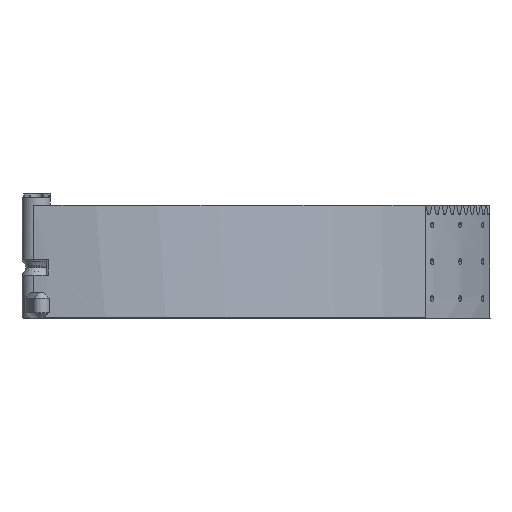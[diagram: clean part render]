
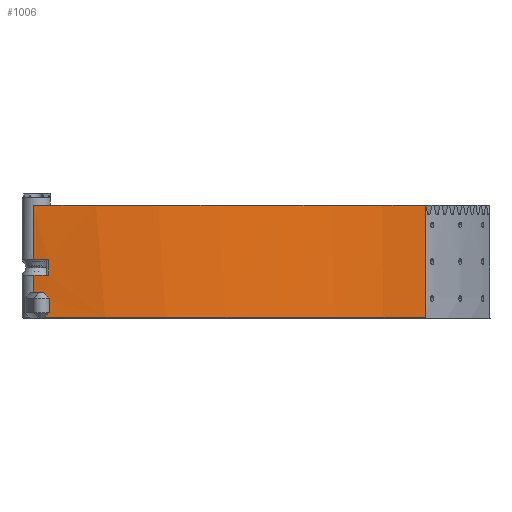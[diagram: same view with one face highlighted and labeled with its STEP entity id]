
A CAD part, left-side view. The second image highlights one B-rep face of the part: STEP entity #1006.
In plain terms, the highlighted cylindrical face has radius 150 mm (diameter 300 mm), a partial arc.
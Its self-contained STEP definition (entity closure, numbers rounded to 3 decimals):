
#315 = VERTEX_POINT('',#316);
#316 = CARTESIAN_POINT('',(-148.153,23.465,0.));
#325 = EDGE_CURVE('',#326,#315,#328,.T.);
#326 = VERTEX_POINT('',#327);
#327 = CARTESIAN_POINT('',(-148.153,23.465,-19.2));
#328 = LINE('',#329,#330);
#329 = CARTESIAN_POINT('',(-148.153,23.465,-40.));
#330 = VECTOR('',#331,1.);
#331 = DIRECTION('',(0.,0.,1.));
#526 = EDGE_CURVE('',#315,#527,#529,.T.);
#527 = VERTEX_POINT('',#528);
#528 = CARTESIAN_POINT('',(-96.418,-114.907,
    0.));
#529 = CIRCLE('',#530,150.);
#530 = AXIS2_PLACEMENT_3D('',#531,#532,#533);
#531 = CARTESIAN_POINT('',(0.,0.,0.));
#532 = DIRECTION('',(0.,0.,1.));
#533 = DIRECTION('',(-0.988,0.156,0.));
#1006 = ADVANCED_FACE('',(#1007),#1123,.T.);
#1007 = FACE_BOUND('',#1008,.T.);
#1008 = EDGE_LOOP('',(#1009,#1020,#1029,#1037,#1046,#1056,#1064,#1074,
    #1083,#1092,#1098,#1099,#1100,#1109,#1118));
#1009 = ORIENTED_EDGE('',*,*,#1010,.F.);
#1010 = EDGE_CURVE('',#1011,#1013,#1015,.T.);
#1011 = VERTEX_POINT('',#1012);
#1012 = CARTESIAN_POINT('',(-148.5,21.161,-24.8));
#1013 = VERTEX_POINT('',#1014);
#1014 = CARTESIAN_POINT('',(-148.881,18.288,-24.8));
#1015 = CIRCLE('',#1016,150.);
#1016 = AXIS2_PLACEMENT_3D('',#1017,#1018,#1019);
#1017 = CARTESIAN_POINT('',(0.,0.,
    -24.8));
#1018 = DIRECTION('',(0.,0.,1.));
#1019 = DIRECTION('',(-0.156,-0.988,0.)
  );
#1020 = ORIENTED_EDGE('',*,*,#1021,.F.);
#1021 = EDGE_CURVE('',#1022,#1011,#1024,.T.);
#1022 = VERTEX_POINT('',#1023);
#1023 = CARTESIAN_POINT('',(-148.153,23.465,-24.8));
#1024 = CIRCLE('',#1025,150.);
#1025 = AXIS2_PLACEMENT_3D('',#1026,#1027,#1028);
#1026 = CARTESIAN_POINT('',(0.,0.,
    -24.8));
#1027 = DIRECTION('',(0.,0.,1.));
#1028 = DIRECTION('',(-0.988,0.156,0.));
#1029 = ORIENTED_EDGE('',*,*,#1030,.F.);
#1030 = EDGE_CURVE('',#1031,#1022,#1033,.T.);
#1031 = VERTEX_POINT('',#1032);
#1032 = CARTESIAN_POINT('',(-148.153,23.465,-31.));
#1033 = LINE('',#1034,#1035);
#1034 = CARTESIAN_POINT('',(-148.153,23.465,-40.));
#1035 = VECTOR('',#1036,1.);
#1036 = DIRECTION('',(0.,0.,1.));
#1037 = ORIENTED_EDGE('',*,*,#1038,.T.);
#1038 = EDGE_CURVE('',#1031,#1039,#1041,.T.);
#1039 = VERTEX_POINT('',#1040);
#1040 = CARTESIAN_POINT('',(-148.403,21.828,-31.));
#1041 = CIRCLE('',#1042,150.);
#1042 = AXIS2_PLACEMENT_3D('',#1043,#1044,#1045);
#1043 = CARTESIAN_POINT('',(0.,0.,-31.
    ));
#1044 = DIRECTION('',(0.,0.,1.));
#1045 = DIRECTION('',(-0.988,0.156,0.));
#1046 = ORIENTED_EDGE('',*,*,#1047,.T.);
#1047 = EDGE_CURVE('',#1039,#1048,#1050,.T.);
#1048 = VERTEX_POINT('',#1049);
#1049 = CARTESIAN_POINT('',(-148.683,19.835,-33.));
#1050 = B_SPLINE_CURVE_WITH_KNOTS('',4,(#1051,#1052,#1053,#1054,#1055),
  .UNSPECIFIED.,.F.,.F.,(5,5),(0.,1.),.PIECEWISE_BEZIER_KNOTS.);
#1051 = CARTESIAN_POINT('',(-148.403,21.828,-31.));
#1052 = CARTESIAN_POINT('',(-148.476,21.331,
    -31.5));
#1053 = CARTESIAN_POINT('',(-148.547,20.832,
    -32.));
#1054 = CARTESIAN_POINT('',(-148.616,20.334,
    -32.5));
#1055 = CARTESIAN_POINT('',(-148.683,19.835,-33.));
#1056 = ORIENTED_EDGE('',*,*,#1057,.F.);
#1057 = EDGE_CURVE('',#1058,#1048,#1060,.T.);
#1058 = VERTEX_POINT('',#1059);
#1059 = CARTESIAN_POINT('',(-148.683,19.835,-38.));
#1060 = LINE('',#1061,#1062);
#1061 = CARTESIAN_POINT('',(-148.683,19.835,-40.));
#1062 = VECTOR('',#1063,1.);
#1063 = DIRECTION('',(0.,0.,1.));
#1064 = ORIENTED_EDGE('',*,*,#1065,.T.);
#1065 = EDGE_CURVE('',#1058,#1066,#1068,.T.);
#1066 = VERTEX_POINT('',#1067);
#1067 = CARTESIAN_POINT('',(-148.461,21.43,-39.6));
#1068 = B_SPLINE_CURVE_WITH_KNOTS('',4,(#1069,#1070,#1071,#1072,#1073),
  .UNSPECIFIED.,.F.,.F.,(5,5),(0.,1.),.PIECEWISE_BEZIER_KNOTS.);
#1069 = CARTESIAN_POINT('',(-148.683,19.835,-38.));
#1070 = CARTESIAN_POINT('',(-148.616,20.334,
    -38.5));
#1071 = CARTESIAN_POINT('',(-148.547,20.832,
    -39.));
#1072 = CARTESIAN_POINT('',(-148.476,21.331,
    -39.5));
#1073 = CARTESIAN_POINT('',(-148.403,21.828,-40.));
#1074 = ORIENTED_EDGE('',*,*,#1075,.T.);
#1075 = EDGE_CURVE('',#1066,#1076,#1078,.T.);
#1076 = VERTEX_POINT('',#1077);
#1077 = CARTESIAN_POINT('',(-148.683,19.835,-39.6));
#1078 = CIRCLE('',#1079,150.);
#1079 = AXIS2_PLACEMENT_3D('',#1080,#1081,#1082);
#1080 = CARTESIAN_POINT('',(0.,0.,
    -39.6));
#1081 = DIRECTION('',(0.,0.,1.));
#1082 = DIRECTION('',(-0.989,0.146,0.)
  );
#1083 = ORIENTED_EDGE('',*,*,#1084,.T.);
#1084 = EDGE_CURVE('',#1076,#1085,#1087,.T.);
#1085 = VERTEX_POINT('',#1086);
#1086 = CARTESIAN_POINT('',(-96.418,-114.907,-39.6));
#1087 = CIRCLE('',#1088,150.);
#1088 = AXIS2_PLACEMENT_3D('',#1089,#1090,#1091);
#1089 = CARTESIAN_POINT('',(0.,0.,
    -39.6));
#1090 = DIRECTION('',(0.,0.,1.));
#1091 = DIRECTION('',(-0.991,0.132,0.)
  );
#1092 = ORIENTED_EDGE('',*,*,#1093,.T.);
#1093 = EDGE_CURVE('',#1085,#527,#1094,.T.);
#1094 = LINE('',#1095,#1096);
#1095 = CARTESIAN_POINT('',(-96.418,-114.907,-40.));
#1096 = VECTOR('',#1097,1.);
#1097 = DIRECTION('',(0.,0.,1.));
#1098 = ORIENTED_EDGE('',*,*,#526,.F.);
#1099 = ORIENTED_EDGE('',*,*,#325,.F.);
#1100 = ORIENTED_EDGE('',*,*,#1101,.T.);
#1101 = EDGE_CURVE('',#326,#1102,#1104,.T.);
#1102 = VERTEX_POINT('',#1103);
#1103 = CARTESIAN_POINT('',(-148.5,21.161,-19.2));
#1104 = CIRCLE('',#1105,150.);
#1105 = AXIS2_PLACEMENT_3D('',#1106,#1107,#1108);
#1106 = CARTESIAN_POINT('',(0.,0.,
    -19.2));
#1107 = DIRECTION('',(0.,0.,1.));
#1108 = DIRECTION('',(-0.988,0.156,0.));
#1109 = ORIENTED_EDGE('',*,*,#1110,.T.);
#1110 = EDGE_CURVE('',#1102,#1111,#1113,.T.);
#1111 = VERTEX_POINT('',#1112);
#1112 = CARTESIAN_POINT('',(-148.881,18.288,-19.2));
#1113 = CIRCLE('',#1114,150.);
#1114 = AXIS2_PLACEMENT_3D('',#1115,#1116,#1117);
#1115 = CARTESIAN_POINT('',(0.,0.,
    -19.2));
#1116 = DIRECTION('',(0.,0.,1.));
#1117 = DIRECTION('',(-0.156,-0.988,0.)
  );
#1118 = ORIENTED_EDGE('',*,*,#1119,.F.);
#1119 = EDGE_CURVE('',#1013,#1111,#1120,.T.);
#1120 = B_SPLINE_CURVE_WITH_KNOTS('',1,(#1121,#1122),.UNSPECIFIED.,.F.,
  .F.,(2,2),(-2.912,8.512),.PIECEWISE_BEZIER_KNOTS.);
#1121 = CARTESIAN_POINT('',(-148.881,18.288,-27.712));
#1122 = CARTESIAN_POINT('',(-148.881,18.288,-16.288));
#1123 = CYLINDRICAL_SURFACE('',#1124,150.);
#1124 = AXIS2_PLACEMENT_3D('',#1125,#1126,#1127);
#1125 = CARTESIAN_POINT('',(0.,0.,-40.
    ));
#1126 = DIRECTION('',(0.,0.,1.));
#1127 = DIRECTION('',(-0.988,0.156,0.));
